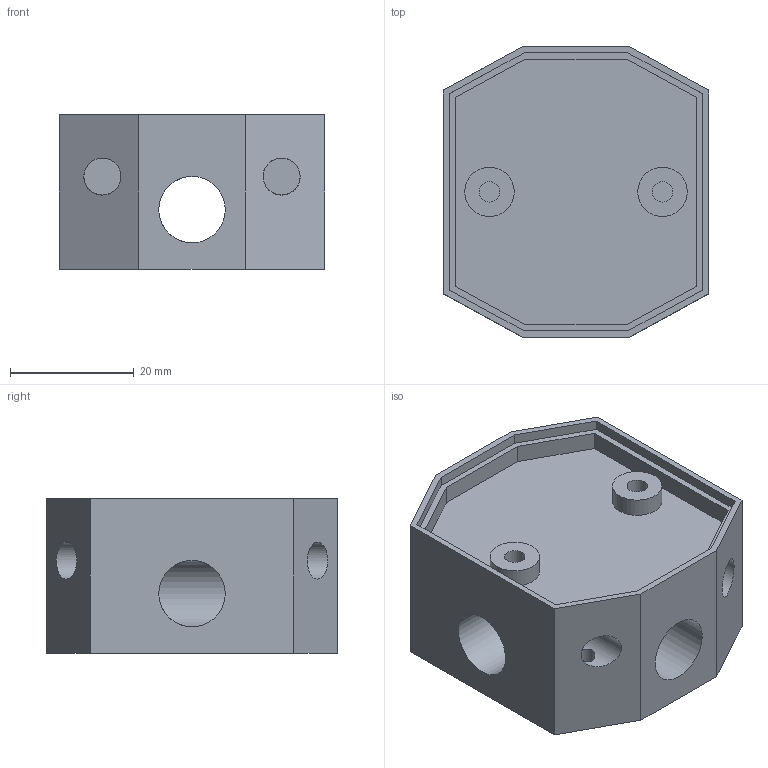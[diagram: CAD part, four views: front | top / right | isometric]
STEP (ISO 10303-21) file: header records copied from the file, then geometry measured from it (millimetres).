
FILE_DESCRIPTION(('FreeCAD Model'),'2;1');
FILE_NAME( 'PBUS-TEEmanifold.step', '2019-05-12T19:41:44',('Author'),(''), 'Open CASCADE STEP processor 7.2','FreeCAD','Unknown');
FILE_SCHEMA(('AUTOMOTIVE_DESIGN { 1 0 10303 214 1 1 1 1 }'));
Length unit declared in the file: millimetre
Products named in the file (1): Pocket003
Bounding box: 43 x 47 x 25 mm (x, y, z)
Volume: 31892.1 mm3; surface area: 11322.8 mm2
Topology: 1 solids, 1 shells, 52 faces, 121 edges, 81 vertices
Faces by surface type: plane 38, cylinder 14
Full cylindrical faces by diameter (mm): 3.3 x6, 6 x4, 8 x2, 10.746 x2
Entity records: 4341 total; most frequent: CARTESIAN_POINT 1843, DIRECTION 449, LINE 266, VECTOR 266, ORIENTED_EDGE 242, PCURVE 242, DEFINITIONAL_REPRESENTATION 242, EDGE_CURVE 121
